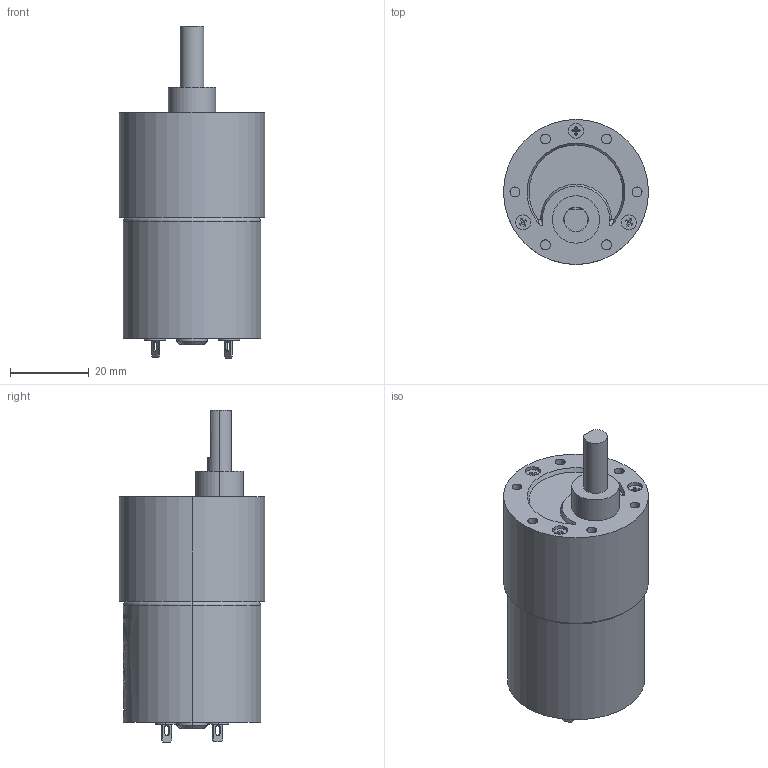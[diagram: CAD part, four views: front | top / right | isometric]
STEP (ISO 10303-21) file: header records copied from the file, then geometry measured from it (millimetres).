
FILE_DESCRIPTION (( 'STEP AP214' ), '1' );
FILE_NAME ('37d-gearmotor-100-131-150.step', '2019-12-17T02:32:28', ( '' ), ( '' ), 'SwSTEP 2.0', 'SolidWorks 2016', '' );
FILE_SCHEMA (( 'AUTOMOTIVE_DESIGN' ));
Length unit declared in the file: millimetre
Products named in the file (1): 37d-gearmotor-100-131-150
Bounding box: 36.8 x 36.8 x 84.2 mm (x, y, z)
Volume: 56965.7 mm3; surface area: 10371.2 mm2
Topology: 1 solids, 1 shells, 489 faces, 1202 edges, 772 vertices
Faces by surface type: plane 274, bspline 125, cylinder 80, cone 8, torus 2
Entity records: 29622 total; most frequent: CARTESIAN_POINT 13726, ORIENTED_EDGE 2404, DIRECTION 1743, EDGE_CURVE 1202, VERTEX_POINT 772, AXIS2_PLACEMENT_3D 597, EDGE_LOOP 550, VECTOR 549
